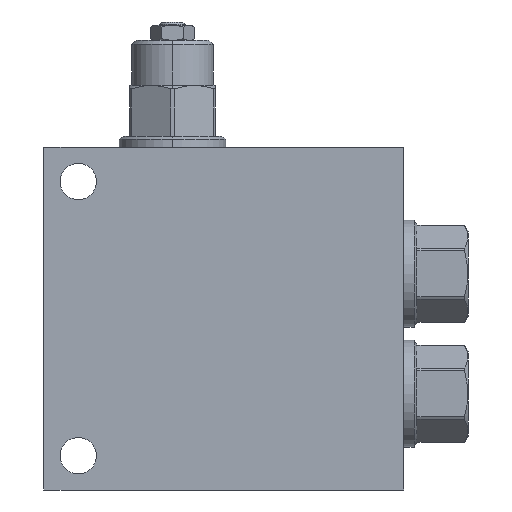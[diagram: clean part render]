
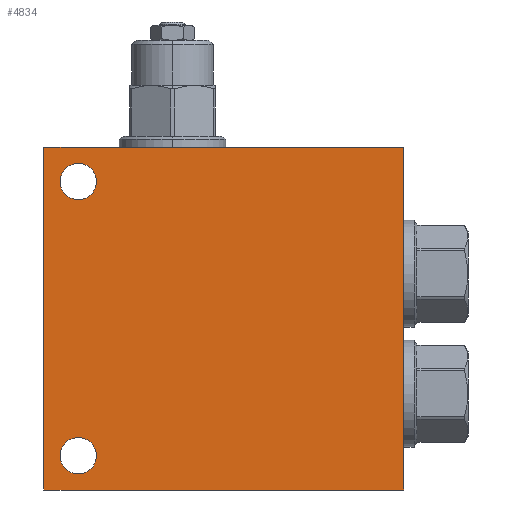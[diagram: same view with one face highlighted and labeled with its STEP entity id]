
A CAD part, front view. The second image highlights one B-rep face of the part: STEP entity #4834.
In plain terms, the highlighted planar face has unit normal (0, -1, 0).
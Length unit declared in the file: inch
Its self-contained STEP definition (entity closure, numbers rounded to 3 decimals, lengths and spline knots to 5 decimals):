
#5=DIRECTION('',(1.,0.,0.));
#6=VECTOR('',#5,5.25);
#7=CARTESIAN_POINT('',(0.,-5.,0.));
#8=LINE('',#7,#6);
#75=DIRECTION('',(0.,0.,1.));
#76=VECTOR('',#75,5.);
#77=CARTESIAN_POINT('',(5.25,-5.,0.));
#78=LINE('',#77,#76);
#119=DIRECTION('',(0.,0.,1.));
#120=VECTOR('',#119,5.);
#121=CARTESIAN_POINT('',(0.,-5.,0.));
#122=LINE('',#121,#120);
#123=CARTESIAN_POINT('',(0.5,-5.,0.5));
#124=DIRECTION('',(0.,1.,0.));
#125=DIRECTION('',(0.,0.,-1.));
#126=AXIS2_PLACEMENT_3D('',#123,#124,#125);
#128=CARTESIAN_POINT('',(0.5,-5.,0.5));
#129=DIRECTION('',(0.,1.,0.));
#130=DIRECTION('',(0.,0.,1.));
#131=AXIS2_PLACEMENT_3D('',#128,#129,#130);
#133=CARTESIAN_POINT('',(0.5,-5.,4.5));
#134=DIRECTION('',(0.,1.,0.));
#135=DIRECTION('',(0.,0.,-1.));
#136=AXIS2_PLACEMENT_3D('',#133,#134,#135);
#138=CARTESIAN_POINT('',(0.5,-5.,4.5));
#139=DIRECTION('',(0.,1.,0.));
#140=DIRECTION('',(0.,0.,1.));
#141=AXIS2_PLACEMENT_3D('',#138,#139,#140);
#155=DIRECTION('',(1.,0.,0.));
#156=VECTOR('',#155,5.25);
#157=CARTESIAN_POINT('',(0.,-5.,5.));
#158=LINE('',#157,#156);
#4126=CARTESIAN_POINT('',(0.,-5.,0.));
#4128=VERTEX_POINT('',#4126);
#4129=CARTESIAN_POINT('',(5.25,-5.,0.));
#4130=VERTEX_POINT('',#4129);
#4134=CARTESIAN_POINT('',(0.,-5.,5.));
#4136=VERTEX_POINT('',#4134);
#4137=CARTESIAN_POINT('',(5.25,-5.,5.));
#4138=VERTEX_POINT('',#4137);
#4413=CARTESIAN_POINT('',(0.5,-5.,0.2345));
#4414=CARTESIAN_POINT('',(0.5,-5.,0.7655));
#4415=VERTEX_POINT('',#4413);
#4416=VERTEX_POINT('',#4414);
#4417=CARTESIAN_POINT('',(0.5,-5.,4.2345));
#4418=CARTESIAN_POINT('',(0.5,-5.,4.7655));
#4419=VERTEX_POINT('',#4417);
#4420=VERTEX_POINT('',#4418);
#4810=CARTESIAN_POINT('',(0.,-5.,0.));
#4811=DIRECTION('',(0.,-1.,0.));
#4812=DIRECTION('',(1.,0.,0.));
#4813=AXIS2_PLACEMENT_3D('',#4810,#4811,#4812);
#4814=PLANE('',#4813);
#4815=ORIENTED_EDGE('',*,*,#4704,.F.);
#4816=ORIENTED_EDGE('',*,*,#4735,.T.);
#4818=ORIENTED_EDGE('',*,*,#4817,.T.);
#4819=ORIENTED_EDGE('',*,*,#4778,.F.);
#4820=EDGE_LOOP('',(#4815,#4816,#4818,#4819));
#4821=FACE_OUTER_BOUND('',#4820,.F.);
#4823=ORIENTED_EDGE('',*,*,#4822,.F.);
#4825=ORIENTED_EDGE('',*,*,#4824,.F.);
#4826=EDGE_LOOP('',(#4823,#4825));
#4827=FACE_BOUND('',#4826,.F.);
#4829=ORIENTED_EDGE('',*,*,#4828,.F.);
#4831=ORIENTED_EDGE('',*,*,#4830,.F.);
#4832=EDGE_LOOP('',(#4829,#4831));
#4833=FACE_BOUND('',#4832,.F.);
#4834=ADVANCED_FACE('',(#4821,#4827,#4833),#4814,.T.);
#127=CIRCLE('',#126,0.2655);
#132=CIRCLE('',#131,0.2655);
#137=CIRCLE('',#136,0.2655);
#142=CIRCLE('',#141,0.2655);
#4704=EDGE_CURVE('',#4128,#4130,#8,.T.);
#4735=EDGE_CURVE('',#4128,#4136,#122,.T.);
#4778=EDGE_CURVE('',#4130,#4138,#78,.T.);
#4817=EDGE_CURVE('',#4136,#4138,#158,.T.);
#4822=EDGE_CURVE('',#4415,#4416,#127,.T.);
#4824=EDGE_CURVE('',#4416,#4415,#132,.T.);
#4828=EDGE_CURVE('',#4419,#4420,#137,.T.);
#4830=EDGE_CURVE('',#4420,#4419,#142,.T.);
